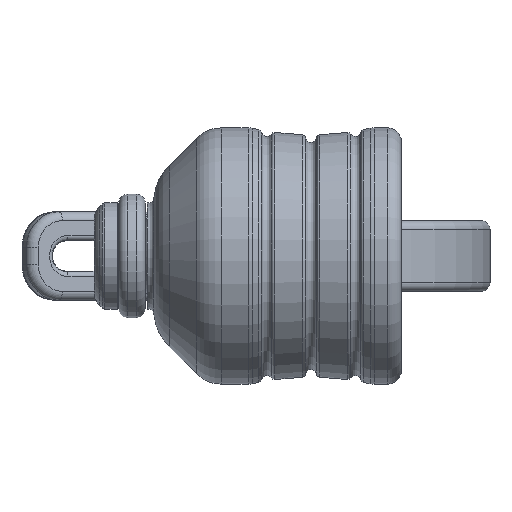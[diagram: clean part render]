
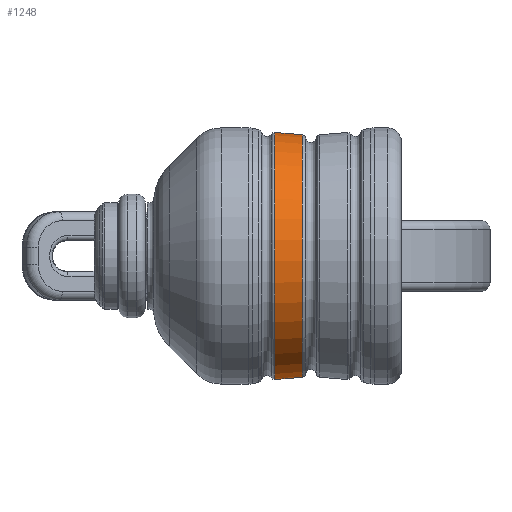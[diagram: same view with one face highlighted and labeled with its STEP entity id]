
A CAD part, front view. The second image highlights one B-rep face of the part: STEP entity #1248.
In plain terms, the highlighted toroidal (fillet/blend) face has major radius 21.85 mm and minor radius 15 mm.
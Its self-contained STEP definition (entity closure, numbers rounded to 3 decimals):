
#102=TOROIDAL_SURFACE('',#8480,21.85,15.);
#202=FACE_BOUND('',#2467,.T.);
#203=FACE_BOUND('',#2468,.T.);
#517=CIRCLE('',#8478,6.992);
#518=CIRCLE('',#8479,6.858);
#1248=ADVANCED_FACE('',(#202,#203),#102,.F.);
#2467=EDGE_LOOP('',(#5825));
#2468=EDGE_LOOP('',(#5826));
#5825=ORIENTED_EDGE('',*,*,#7528,.T.);
#5826=ORIENTED_EDGE('',*,*,#7529,.T.);
#6458=VERTEX_POINT('',#14679);
#6459=VERTEX_POINT('',#14681);
#7528=EDGE_CURVE('',#6458,#6458,#517,.T.);
#7529=EDGE_CURVE('',#6459,#6459,#518,.T.);
#8478=AXIS2_PLACEMENT_3D('',#14678,#10760,#10761);
#8479=AXIS2_PLACEMENT_3D('',#14680,#10762,#10763);
#8480=AXIS2_PLACEMENT_3D('',#14682,#10764,#10765);
#10760=DIRECTION('',(1.,0.,0.));
#10761=DIRECTION('',(0.,-0.924,-0.382));
#10762=DIRECTION('',(-1.,0.,0.));
#10763=DIRECTION('',(0.,-0.924,-0.382));
#10764=DIRECTION('',(-1.,0.,0.));
#10765=DIRECTION('',(0.,0.924,0.382));
#14678=CARTESIAN_POINT('',(10.314,0.,0.));
#14679=CARTESIAN_POINT('',(10.314,-6.462,-2.67));
#14680=CARTESIAN_POINT('',(11.88,0.,0.));
#14681=CARTESIAN_POINT('',(11.88,-6.338,-2.619));
#14682=CARTESIAN_POINT('',(12.37,0.,0.));
